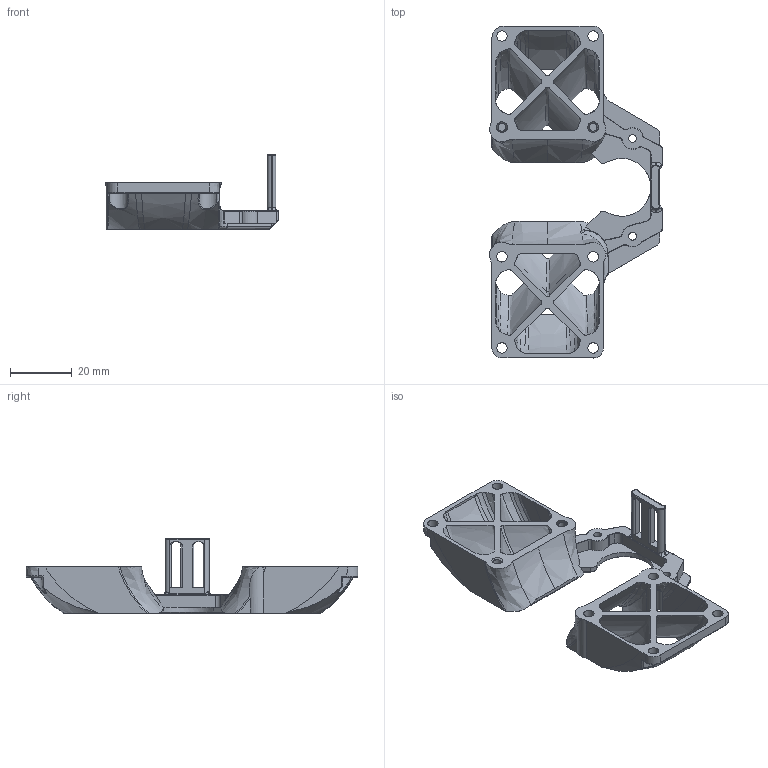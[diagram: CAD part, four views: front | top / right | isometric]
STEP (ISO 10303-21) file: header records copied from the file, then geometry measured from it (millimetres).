
FILE_DESCRIPTION(/* description */ (''),/* implementation_level */ '2;1');
FILE_NAME(/* name */ 'Takeoff SLM Duct v3.step',/* time_stamp */ '2024-05-22T14:51:35-04:00',/* author */ (''),/* organization */ (''),/* preprocessor_version */ 'ST-DEVELOPER v20',/* originating_system */ 'Autodesk Translation Framework v13.14.0.145',/* authorisation */ '');
FILE_SCHEMA (('AUTOMOTIVE_DESIGN { 1 0 10303 214 3 1 1 }'));
Length unit declared in the file: millimetre
Products named in the file (1): Takeoff SLM Duct
Bounding box: 55.9 x 107.4 x 24.1 mm (x, y, z)
Volume: 15433.7 mm3; surface area: 16946.4 mm2
Topology: 1 solids, 1 shells, 380 faces, 1250 edges, 869 vertices
Faces by surface type: bspline 185, cylinder 89, plane 65, torus 34, cone 7
Full cylindrical faces by diameter (mm): 2.529 x4, 3.4 x6, 6.2 x2
Entity records: 29339 total; most frequent: CARTESIAN_POINT 19870, ORIENTED_EDGE 2498, EDGE_CURVE 1249, DIRECTION 1231, VERTEX_POINT 869, B_SPLINE_CURVE_WITH_KNOTS 693, AXIS2_PLACEMENT_3D 479, EDGE_LOOP 414
